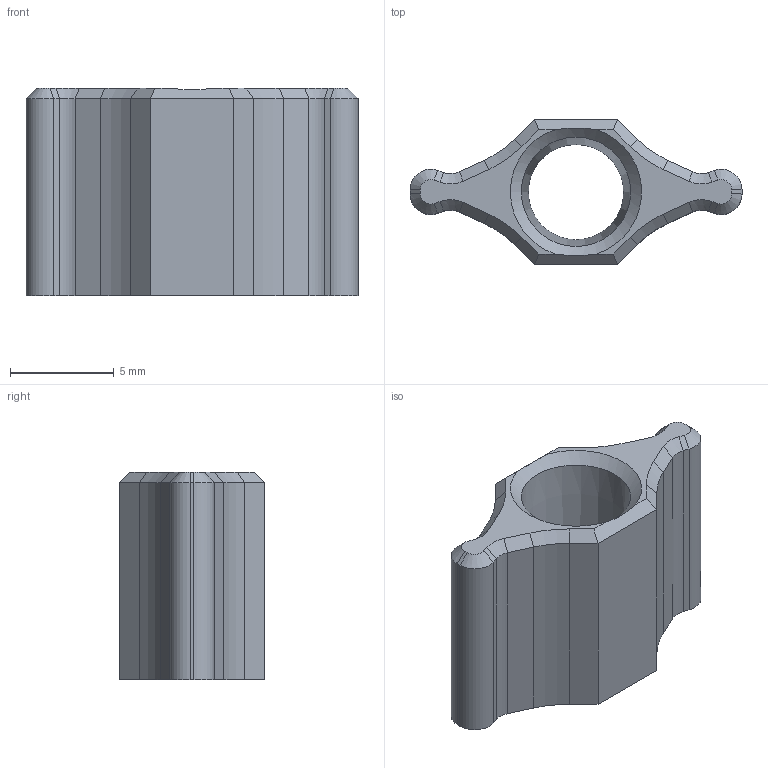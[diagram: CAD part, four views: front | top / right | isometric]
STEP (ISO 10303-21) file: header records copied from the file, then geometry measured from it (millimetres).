
FILE_DESCRIPTION(/* description */ (''),/* implementation_level */ '2;1');
FILE_NAME(/* name */ '3-16OD tube clincher for 3mm pump v2.step',/* time_stamp */ '2021-04-29T00:29:04-04:00',/* author */ (''),/* organization */ (''),/* preprocessor_version */ 'ST-DEVELOPER v18.1',/* originating_system */ 'Autodesk Translation Framework v10.6.0.1341',/* authorisation */ '');
FILE_SCHEMA (('AUTOMOTIVE_DESIGN { 1 0 10303 214 3 1 1 }'));
Length unit declared in the file: millimetre
Products named in the file (1): 3-16OD tube clincher for 3mm pump
Bounding box: 16 x 7 x 10 mm (x, y, z)
Volume: 467.1 mm3; surface area: 611.5 mm2
Topology: 1 solids, 1 shells, 62 faces, 153 edges, 92 vertices
Faces by surface type: plane 35, cone 14, cylinder 13
Full cylindrical faces by diameter (mm): 4.59 x1
Entity records: 1834 total; most frequent: DIRECTION 319, CARTESIAN_POINT 312, ORIENTED_EDGE 306, EDGE_CURVE 153, LINE 109, VECTOR 109, AXIS2_PLACEMENT_3D 105, VERTEX_POINT 92
